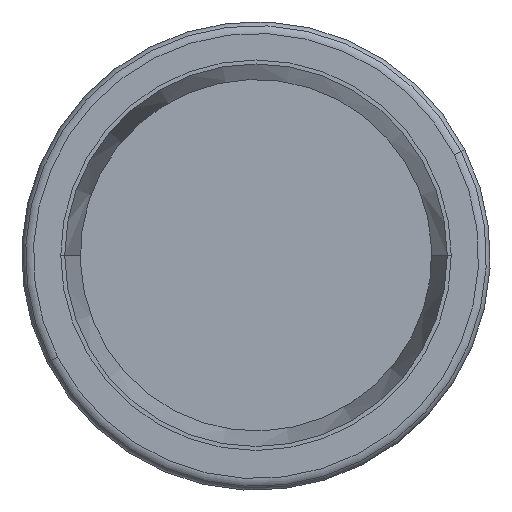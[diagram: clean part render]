
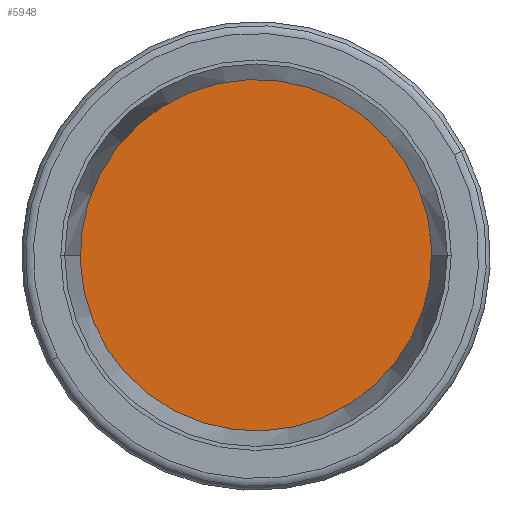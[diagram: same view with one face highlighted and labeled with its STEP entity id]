
A CAD part, front view. The second image highlights one B-rep face of the part: STEP entity #5948.
In plain terms, the highlighted planar face has unit normal (0, -1, 0).
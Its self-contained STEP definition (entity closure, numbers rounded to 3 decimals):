
#321 = DIRECTION ( 'NONE',  ( 0., 1., 0. ) ) ;
#1307 = FACE_OUTER_BOUND ( 'NONE', #1466, .T. ) ;
#1466 = EDGE_LOOP ( 'NONE', ( #10266, #11735 ) ) ;
#2503 = CARTESIAN_POINT ( 'NONE',  ( 0., 0., 45. ) ) ;
#3900 = AXIS2_PLACEMENT_3D ( 'NONE', #7497, #7460, #7462 ) ;
#3994 = CARTESIAN_POINT ( 'NONE',  ( 0., 0., 0. ) ) ;
#4128 = DIRECTION ( 'NONE',  ( 0., 0., 1. ) ) ;
#4707 = CIRCLE ( 'NONE', #7425, 45. ) ;
#5038 = DIRECTION ( 'NONE',  ( 0., 0., 1. ) ) ;
#5126 = VERTEX_POINT ( 'NONE', #2503 ) ;
#5211 = CARTESIAN_POINT ( 'NONE',  ( 0., 0., 0. ) ) ;
#5479 = EDGE_CURVE ( 'NONE', #7517, #5126, #13545, .T. ) ;
#5948 = ADVANCED_FACE ( 'NONE', ( #1307 ), #7295, .F. ) ;
#6902 = EDGE_CURVE ( 'NONE', #5126, #7517, #4707, .T. ) ;
#7295 = PLANE ( 'NONE',  #3900 ) ;
#7425 = AXIS2_PLACEMENT_3D ( 'NONE', #5211, #11720, #4128 ) ;
#7460 = DIRECTION ( 'NONE',  ( 0., 1., 0. ) ) ;
#7462 = DIRECTION ( 'NONE',  ( 0., 0., 1. ) ) ;
#7497 = CARTESIAN_POINT ( 'NONE',  ( 0., 0., 0. ) ) ;
#7517 = VERTEX_POINT ( 'NONE', #8639 ) ;
#8639 = CARTESIAN_POINT ( 'NONE',  ( 0., 0., -45. ) ) ;
#10266 = ORIENTED_EDGE ( 'NONE', *, *, #5479, .F. ) ;
#11720 = DIRECTION ( 'NONE',  ( 0., 1., 0. ) ) ;
#11735 = ORIENTED_EDGE ( 'NONE', *, *, #6902, .F. ) ;
#12700 = AXIS2_PLACEMENT_3D ( 'NONE', #3994, #321, #5038 ) ;
#13545 = CIRCLE ( 'NONE', #12700, 45. ) ;
